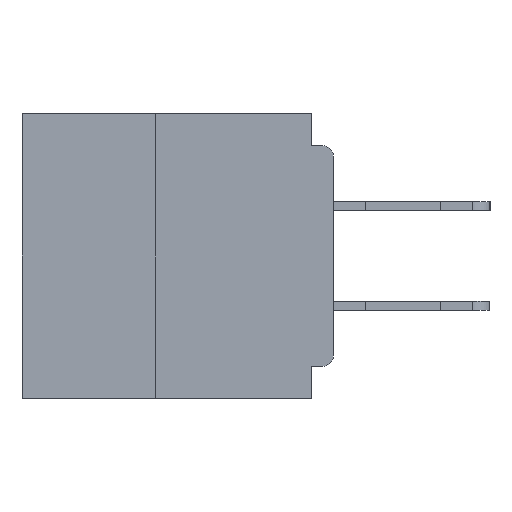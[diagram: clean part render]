
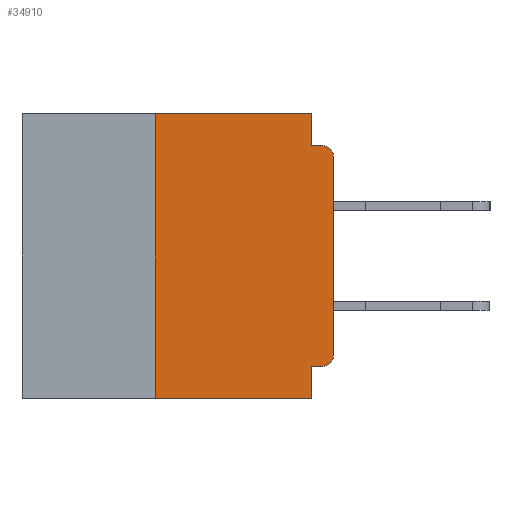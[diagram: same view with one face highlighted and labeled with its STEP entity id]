
A CAD part, left-side view. The second image highlights one B-rep face of the part: STEP entity #34910.
In plain terms, the highlighted planar face has unit normal (-1, 0, 0).
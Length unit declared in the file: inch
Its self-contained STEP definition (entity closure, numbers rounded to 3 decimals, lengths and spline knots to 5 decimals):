
#622 = EDGE_CURVE ( 'NONE', #10739, #29998, #41958, .T. ) ;
#2240 = VERTEX_POINT ( 'NONE', #16467 ) ;
#2476 = EDGE_CURVE ( 'NONE', #32315, #9339, #35656, .T. ) ;
#2669 = CARTESIAN_POINT ( 'NONE',  ( 0., 0., -0.045 ) ) ;
#4177 = DIRECTION ( 'NONE',  ( 0., 1., 0. ) ) ;
#4384 = CARTESIAN_POINT ( 'NONE',  ( 0., 0.25, -0.4 ) ) ;
#7077 = DIRECTION ( 'NONE',  ( 0., 0., 1. ) ) ;
#7400 = LINE ( 'NONE', #47214, #27193 ) ;
#7535 = CARTESIAN_POINT ( 'NONE',  ( 0., 0., -0.06 ) ) ;
#7558 = ORIENTED_EDGE ( 'NONE', *, *, #13903, .T. ) ;
#8027 = VERTEX_POINT ( 'NONE', #16046 ) ;
#8484 = DIRECTION ( 'NONE',  ( -1., 0., 0. ) ) ;
#9220 = PLANE ( 'NONE',  #11485 ) ;
#9262 = CARTESIAN_POINT ( 'NONE',  ( 0., 0.015, -0.355 ) ) ;
#9339 = VERTEX_POINT ( 'NONE', #41280 ) ;
#10739 = VERTEX_POINT ( 'NONE', #34925 ) ;
#11485 = AXIS2_PLACEMENT_3D ( 'NONE', #42546, #38596, #13496 ) ;
#12291 = VECTOR ( 'NONE', #33792, 39.37008 ) ;
#12706 = AXIS2_PLACEMENT_3D ( 'NONE', #50030, #49974, #50319 ) ;
#12942 = VECTOR ( 'NONE', #27931, 39.37008 ) ;
#13496 = DIRECTION ( 'NONE',  ( 0., 0., -1. ) ) ;
#13903 = EDGE_CURVE ( 'NONE', #9339, #43147, #28092, .T. ) ;
#14340 = VECTOR ( 'NONE', #4177, 39.37008 ) ;
#14897 = VECTOR ( 'NONE', #48311, 39.37008 ) ;
#15363 = CARTESIAN_POINT ( 'NONE',  ( 0., 0.437, -0.4 ) ) ;
#16046 = CARTESIAN_POINT ( 'NONE',  ( 0., 0.031, -0.355 ) ) ;
#16467 = CARTESIAN_POINT ( 'NONE',  ( 0., 0.015, -0.045 ) ) ;
#16910 = VECTOR ( 'NONE', #7077, 39.37008 ) ;
#19220 = CARTESIAN_POINT ( 'NONE',  ( 0., 0.437, 0. ) ) ;
#19434 = ORIENTED_EDGE ( 'NONE', *, *, #44603, .T. ) ;
#19473 = ORIENTED_EDGE ( 'NONE', *, *, #27110, .F. ) ;
#21764 = VERTEX_POINT ( 'NONE', #40952 ) ;
#22310 = DIRECTION ( 'NONE',  ( 0., 0., -1. ) ) ;
#22868 = ORIENTED_EDGE ( 'NONE', *, *, #38031, .F. ) ;
#23851 = CARTESIAN_POINT ( 'NONE',  ( 0., 0., 0. ) ) ;
#25206 = CARTESIAN_POINT ( 'NONE',  ( 0., 0., -0.355 ) ) ;
#25351 = EDGE_CURVE ( 'NONE', #50041, #10739, #45587, .T. ) ;
#25531 = LINE ( 'NONE', #25206, #14340 ) ;
#27110 = EDGE_CURVE ( 'NONE', #8027, #32696, #7400, .T. ) ;
#27193 = VECTOR ( 'NONE', #22310, 39.37008 ) ;
#27341 = CARTESIAN_POINT ( 'NONE',  ( 0., 0.25, 0. ) ) ;
#27531 = FACE_OUTER_BOUND ( 'NONE', #49864, .T. ) ;
#27931 = DIRECTION ( 'NONE',  ( 0., -1., 0. ) ) ;
#28092 = LINE ( 'NONE', #23851, #16910 ) ;
#29927 = EDGE_CURVE ( 'NONE', #21764, #32696, #52816, .T. ) ;
#29998 = VERTEX_POINT ( 'NONE', #44921 ) ;
#30880 = VECTOR ( 'NONE', #36219, 39.37008 ) ;
#32216 = VECTOR ( 'NONE', #48728, 39.37008 ) ;
#32315 = VERTEX_POINT ( 'NONE', #9262 ) ;
#32696 = VERTEX_POINT ( 'NONE', #36949 ) ;
#33326 = LINE ( 'NONE', #4384, #12291 ) ;
#33503 = ORIENTED_EDGE ( 'NONE', *, *, #622, .F. ) ;
#33680 = CARTESIAN_POINT ( 'NONE',  ( 0., 0.015, -0.06 ) ) ;
#33792 = DIRECTION ( 'NONE',  ( 0., 0., 1. ) ) ;
#34910 = ADVANCED_FACE ( 'NONE', ( #27531 ), #9220, .F. ) ;
#34925 = CARTESIAN_POINT ( 'NONE',  ( 0., 0.031, 0. ) ) ;
#35237 = LINE ( 'NONE', #2669, #12942 ) ;
#35461 = EDGE_CURVE ( 'NONE', #21764, #50041, #33326, .T. ) ;
#35656 = CIRCLE ( 'NONE', #12706, 0.015 ) ;
#36219 = DIRECTION ( 'NONE',  ( 0., -1., 0. ) ) ;
#36241 = CARTESIAN_POINT ( 'NONE',  ( 0., 0.031, 0. ) ) ;
#36949 = CARTESIAN_POINT ( 'NONE',  ( 0., 0.031, -0.4 ) ) ;
#37319 = CIRCLE ( 'NONE', #42637, 0.015 ) ;
#37618 = ORIENTED_EDGE ( 'NONE', *, *, #35461, .F. ) ;
#37879 = DIRECTION ( 'NONE',  ( 0., 0., -1. ) ) ;
#38031 = EDGE_CURVE ( 'NONE', #32315, #8027, #25531, .T. ) ;
#38439 = EDGE_CURVE ( 'NONE', #29998, #2240, #35237, .T. ) ;
#38596 = DIRECTION ( 'NONE',  ( 1., 0., 0. ) ) ;
#40952 = CARTESIAN_POINT ( 'NONE',  ( 0., 0.25, -0.4 ) ) ;
#41280 = CARTESIAN_POINT ( 'NONE',  ( 0., 0., -0.34 ) ) ;
#41958 = LINE ( 'NONE', #36241, #32216 ) ;
#42546 = CARTESIAN_POINT ( 'NONE',  ( 0., 0.437, 0. ) ) ;
#42637 = AXIS2_PLACEMENT_3D ( 'NONE', #33680, #8484, #37879 ) ;
#43147 = VERTEX_POINT ( 'NONE', #7535 ) ;
#44114 = ORIENTED_EDGE ( 'NONE', *, *, #29927, .T. ) ;
#44603 = EDGE_CURVE ( 'NONE', #43147, #2240, #37319, .T. ) ;
#44921 = CARTESIAN_POINT ( 'NONE',  ( 0., 0.031, -0.045 ) ) ;
#45587 = LINE ( 'NONE', #19220, #14897 ) ;
#47214 = CARTESIAN_POINT ( 'NONE',  ( 0., 0.031, -0.4 ) ) ;
#47277 = ORIENTED_EDGE ( 'NONE', *, *, #38439, .F. ) ;
#48257 = ORIENTED_EDGE ( 'NONE', *, *, #25351, .F. ) ;
#48311 = DIRECTION ( 'NONE',  ( 0., -1., 0. ) ) ;
#48728 = DIRECTION ( 'NONE',  ( 0., 0., -1. ) ) ;
#49864 = EDGE_LOOP ( 'NONE', ( #7558, #19434, #47277, #33503, #48257, #37618, #44114, #19473, #22868, #53825 ) ) ;
#49974 = DIRECTION ( 'NONE',  ( -1., 0., 0. ) ) ;
#50030 = CARTESIAN_POINT ( 'NONE',  ( 0., 0.015, -0.34 ) ) ;
#50041 = VERTEX_POINT ( 'NONE', #27341 ) ;
#50319 = DIRECTION ( 'NONE',  ( 0., 0., -1. ) ) ;
#52816 = LINE ( 'NONE', #15363, #30880 ) ;
#53825 = ORIENTED_EDGE ( 'NONE', *, *, #2476, .T. ) ;
